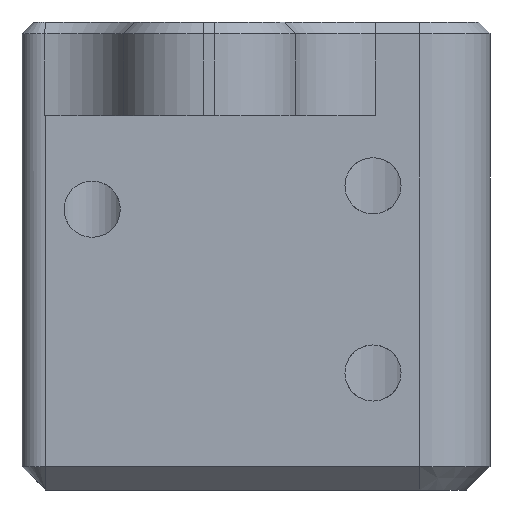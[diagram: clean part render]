
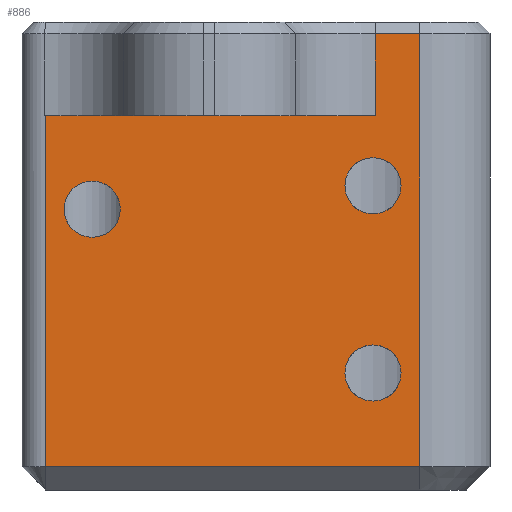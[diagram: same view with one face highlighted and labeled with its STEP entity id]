
A CAD part, front view. The second image highlights one B-rep face of the part: STEP entity #886.
In plain terms, the highlighted planar face has unit normal (0, -1, 0).
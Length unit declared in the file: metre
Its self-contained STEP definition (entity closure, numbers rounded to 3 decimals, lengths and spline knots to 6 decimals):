
#32=CIRCLE('',#961,0.0012);
#33=CIRCLE('',#962,0.0012);
#34=CIRCLE('',#963,0.0012);
#117=ORIENTED_EDGE('',*,*,#369,.T.);
#118=ORIENTED_EDGE('',*,*,#370,.T.);
#119=ORIENTED_EDGE('',*,*,#371,.T.);
#120=ORIENTED_EDGE('',*,*,#372,.T.);
#121=ORIENTED_EDGE('',*,*,#373,.T.);
#122=ORIENTED_EDGE('',*,*,#374,.F.);
#123=ORIENTED_EDGE('',*,*,#375,.T.);
#124=ORIENTED_EDGE('',*,*,#376,.T.);
#125=ORIENTED_EDGE('',*,*,#377,.T.);
#369=EDGE_CURVE('',#495,#496,#568,.F.);
#370=EDGE_CURVE('',#496,#497,#569,.T.);
#371=EDGE_CURVE('',#497,#498,#570,.T.);
#372=EDGE_CURVE('',#498,#499,#571,.T.);
#373=EDGE_CURVE('',#499,#500,#572,.F.);
#374=EDGE_CURVE('',#495,#500,#573,.T.);
#375=EDGE_CURVE('',#501,#501,#32,.T.);
#376=EDGE_CURVE('',#502,#502,#33,.T.);
#377=EDGE_CURVE('',#503,#503,#34,.T.);
#495=VERTEX_POINT('',#1425);
#496=VERTEX_POINT('',#1426);
#497=VERTEX_POINT('',#1428);
#498=VERTEX_POINT('',#1430);
#499=VERTEX_POINT('',#1432);
#500=VERTEX_POINT('',#1434);
#501=VERTEX_POINT('',#1437);
#502=VERTEX_POINT('',#1439);
#503=VERTEX_POINT('',#1441);
#568=LINE('',#1424,#638);
#569=LINE('',#1427,#639);
#570=LINE('',#1429,#640);
#571=LINE('',#1431,#641);
#572=LINE('',#1433,#642);
#573=LINE('',#1435,#643);
#638=VECTOR('',#1087,1.);
#639=VECTOR('',#1088,1.);
#640=VECTOR('',#1089,1.);
#641=VECTOR('',#1090,1.);
#642=VECTOR('',#1091,1.);
#643=VECTOR('',#1092,1.);
#710=EDGE_LOOP('',(#117,#118,#119,#120,#121,#122));
#711=EDGE_LOOP('',(#123));
#712=EDGE_LOOP('',(#124));
#713=EDGE_LOOP('',(#125));
#790=FACE_BOUND('',#710,.T.);
#791=FACE_BOUND('',#711,.T.);
#792=FACE_BOUND('',#712,.T.);
#793=FACE_BOUND('',#713,.T.);
#863=PLANE('',#960);
#886=ADVANCED_FACE('',(#790,#791,#792,#793),#863,.T.);
#960=AXIS2_PLACEMENT_3D('',#1423,#1085,#1086);
#961=AXIS2_PLACEMENT_3D('',#1436,#1093,#1094);
#962=AXIS2_PLACEMENT_3D('',#1438,#1095,#1096);
#963=AXIS2_PLACEMENT_3D('',#1440,#1097,#1098);
#1085=DIRECTION('',(0.,-1.,0.));
#1086=DIRECTION('',(0.,0.,-1.));
#1087=DIRECTION('',(0.,0.,1.));
#1088=DIRECTION('',(1.,0.,0.));
#1089=DIRECTION('',(0.,0.,1.));
#1090=DIRECTION('',(-1.,0.,0.));
#1091=DIRECTION('',(0.,0.,1.));
#1092=DIRECTION('',(1.,0.,0.));
#1093=DIRECTION('',(0.,1.,0.));
#1094=DIRECTION('',(0.,0.,1.));
#1095=DIRECTION('',(0.,1.,0.));
#1096=DIRECTION('',(0.,0.,1.));
#1097=DIRECTION('',(0.,1.,0.));
#1098=DIRECTION('',(0.,0.,1.));
#1423=CARTESIAN_POINT('',(0.008,0.,-0.02));
#1424=CARTESIAN_POINT('',(0.001,0.,-0.02));
#1425=CARTESIAN_POINT('',(0.001,0.,-0.004));
#1426=CARTESIAN_POINT('',(0.001,0.,-0.019));
#1427=CARTESIAN_POINT('',(0.017,0.,-0.019));
#1428=CARTESIAN_POINT('',(0.017,0.,-0.019));
#1429=CARTESIAN_POINT('',(0.017,0.,-0.02));
#1430=CARTESIAN_POINT('',(0.017,0.,-0.0005));
#1431=CARTESIAN_POINT('',(0.008,0.,-0.0005));
#1432=CARTESIAN_POINT('',(0.0151,0.,-0.0005));
#1433=CARTESIAN_POINT('',(0.0151,0.,-0.004));
#1434=CARTESIAN_POINT('',(0.0151,0.,-0.004));
#1435=CARTESIAN_POINT('',(0.008,0.,-0.004));
#1436=CARTESIAN_POINT('',(0.003,0.,-0.008));
#1437=CARTESIAN_POINT('',(0.003,0.,-0.0068));
#1438=CARTESIAN_POINT('',(0.015,0.,-0.015));
#1439=CARTESIAN_POINT('',(0.015,0.,-0.0138));
#1440=CARTESIAN_POINT('',(0.015,0.,-0.007));
#1441=CARTESIAN_POINT('',(0.015,0.,-0.0058));
